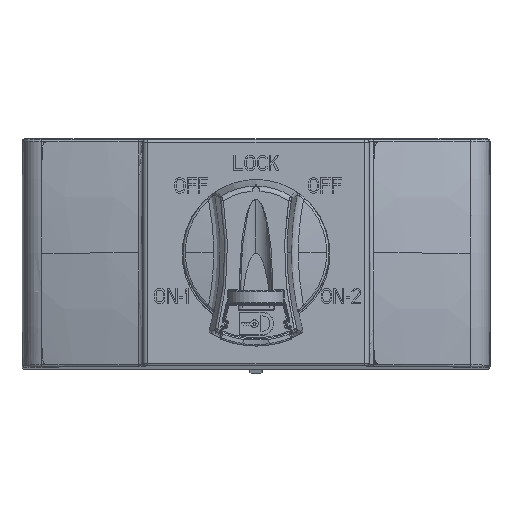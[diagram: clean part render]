
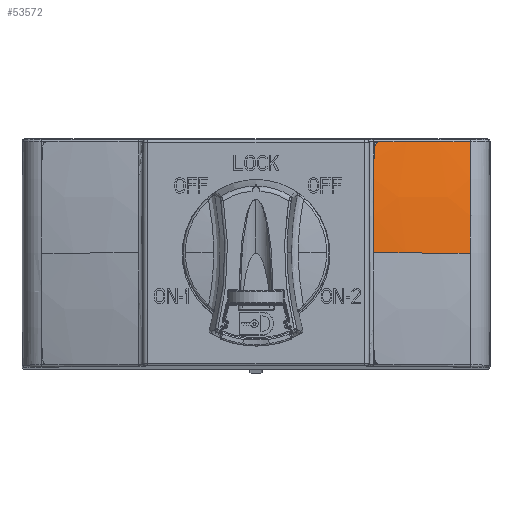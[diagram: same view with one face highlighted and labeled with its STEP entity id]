
A CAD part, top view. The second image highlights one B-rep face of the part: STEP entity #53572.
In plain terms, the highlighted spherical face has radius 149.5 mm.
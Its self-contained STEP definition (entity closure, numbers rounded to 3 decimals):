
#732 = CARTESIAN_POINT ( 'NONE',  ( 22.872, 21.698, 11.541 ) ) ;
#2885 = ORIENTED_EDGE ( 'NONE', *, *, #67625, .T. ) ;
#3209 = CARTESIAN_POINT ( 'NONE',  ( 23.462, 21.6, 11.463 ) ) ;
#4871 = VERTEX_POINT ( 'NONE', #41356 ) ;
#6346 = EDGE_CURVE ( 'NONE', #4871, #18340, #77963, .T. ) ;
#6520 = CARTESIAN_POINT ( 'NONE',  ( 23.062, 20.214, 11.731 ) ) ;
#6787 = DIRECTION ( 'NONE',  ( -0.009, -0.142, 0.99 ) ) ;
#7034 = ORIENTED_EDGE ( 'NONE', *, *, #75609, .T. ) ;
#9075 = CARTESIAN_POINT ( 'NONE',  ( 23.588, 21.546, 11.45 ) ) ;
#10042 = AXIS2_PLACEMENT_3D ( 'NONE', #62678, #25176, #6787 ) ;
#10081 = AXIS2_PLACEMENT_3D ( 'NONE', #74047, #18104, #43324 ) ;
#12072 = ORIENTED_EDGE ( 'NONE', *, *, #15370, .F. ) ;
#12307 = CARTESIAN_POINT ( 'NONE',  ( 23.054, 20.14, 11.743 ) ) ;
#12978 = DIRECTION ( 'NONE',  ( 0., -0.005, -1. ) ) ;
#15370 = EDGE_CURVE ( 'NONE', #4871, #26432, #16561, .T. ) ;
#15590 = CARTESIAN_POINT ( 'NONE',  ( 23.17, 20.864, 11.619 ) ) ;
#15860 = CARTESIAN_POINT ( 'NONE',  ( 22.971, 21.599, 11.541 ) ) ;
#15992 = CARTESIAN_POINT ( 'NONE',  ( 23.105, 20.538, 11.677 ) ) ;
#16561 = CIRCLE ( 'NONE', #10042, 147.537 ) ;
#17186 = CARTESIAN_POINT ( 'NONE',  ( 23.055, 20.149, 11.741 ) ) ;
#18104 = DIRECTION ( 'NONE',  ( -1., 0., -0.017 ) ) ;
#18340 = VERTEX_POINT ( 'NONE', #63670 ) ;
#21549 = VERTEX_POINT ( 'NONE', #27112 ) ;
#21697 = CARTESIAN_POINT ( 'NONE',  ( 23.205, 20.974, 11.598 ) ) ;
#22087 = CARTESIAN_POINT ( 'NONE',  ( 23.487, 21.465, 11.479 ) ) ;
#22986 = ORIENTED_EDGE ( 'NONE', *, *, #30085, .F. ) ;
#22990 = CARTESIAN_POINT ( 'NONE',  ( 22.971, 21.599, 11.541 ) ) ;
#23012 = CARTESIAN_POINT ( 'NONE',  ( 22.971, 21.599, 11.541 ) ) ;
#23165 = FACE_BOUND ( 'NONE', #64935, .T. ) ;
#23671 = CARTESIAN_POINT ( 'NONE',  ( 23.058, 20.176, 11.737 ) ) ;
#25176 = DIRECTION ( 'NONE',  ( -1., 0., -0.009 ) ) ;
#26432 = VERTEX_POINT ( 'NONE', #732 ) ;
#27112 = CARTESIAN_POINT ( 'NONE',  ( 41.712, 21.751, 7.306 ) ) ;
#27475 = CARTESIAN_POINT ( 'NONE',  ( 22.968, 19.505, 11.849 ) ) ;
#27795 = CARTESIAN_POINT ( 'NONE',  ( 23.213, 20.999, 11.593 ) ) ;
#27893 = CARTESIAN_POINT ( 'NONE',  ( 22.967, 18.455, 11.986 ) ) ;
#28097 = CARTESIAN_POINT ( 'NONE',  ( 23.707, 21.6, 11.423 ) ) ;
#30085 = EDGE_CURVE ( 'NONE', #60858, #32901, #55109, .T. ) ;
#30664 = CARTESIAN_POINT ( 'NONE',  ( 23.054, 20.144, 11.742 ) ) ;
#31132 = EDGE_LOOP ( 'NONE', ( #12072, #33893, #68024, #2885 ) ) ;
#32901 = VERTEX_POINT ( 'NONE', #23012 ) ;
#33893 = ORIENTED_EDGE ( 'NONE', *, *, #6346, .T. ) ;
#33967 = CARTESIAN_POINT ( 'NONE',  ( 23.36, 21.306, 11.523 ) ) ;
#34376 = CARTESIAN_POINT ( 'NONE',  ( 23.142, 20.745, 11.641 ) ) ;
#34774 = CARTESIAN_POINT ( 'NONE',  ( 23.07, 20.287, 11.719 ) ) ;
#36744 = CARTESIAN_POINT ( 'NONE',  ( 23.014, 19.743, 11.805 ) ) ;
#37031 = DIRECTION ( 'NONE',  ( 0., 1., -0.005 ) ) ;
#37593 = B_SPLINE_CURVE_WITH_KNOTS ( 'NONE', 3,
 ( #22990, #60492, #27475, #27893 ),
 .UNSPECIFIED., .F., .F.,
 ( 4, 4 ),
 ( 0., 0.073 ),
 .UNSPECIFIED. ) ;
#41356 = CARTESIAN_POINT ( 'NONE',  ( 22.858, 0.064, 13.242 ) ) ;
#43324 = DIRECTION ( 'NONE',  ( -0.017, -0.147, 0.989 ) ) ;
#46120 = CARTESIAN_POINT ( 'NONE',  ( 23.707, 21.6, 11.423 ) ) ;
#46879 = CARTESIAN_POINT ( 'NONE',  ( 23.304, 21.217, 11.546 ) ) ;
#47446 = B_SPLINE_CURVE_WITH_KNOTS ( 'NONE', 3,
 ( #46120, #9075, #22087, #33967, #46879, #58790, #52648, #27795, #71862, #21697, #71460, #15590, #34376, #15992, #65730, #34774, #6520, #23671, #61214, #17186, #30664, #12307, #36744, #62392, #80463 ),
 .UNSPECIFIED., .F., .F.,
 ( 4, 2, 1, 1, 1, 1, 2, 2, 2, 1, 1, 1, 1, 1, 2, 2, 4 ),
 ( 0., 0.125, 0.187, 0.219, 0.234, 0.242, 0.246, 0.25, 0.375, 0.437, 0.469, 0.484, 0.492, 0.496, 0.498, 0.5, 1. ),
 .UNSPECIFIED. ) ;
#50144 = CIRCLE ( 'NONE', #56638, 147.53 ) ;
#50949 = DIRECTION ( 'NONE',  ( 0., 0.005, 1. ) ) ;
#51608 = DIRECTION ( 'NONE',  ( 0., -1., -0.013 ) ) ;
#52648 = CARTESIAN_POINT ( 'NONE',  ( 23.225, 21.032, 11.586 ) ) ;
#53572 = ADVANCED_FACE ( 'NONE', ( #23165, #61085 ), #68818, .T. ) ;
#55109 = B_SPLINE_CURVE_WITH_KNOTS ( 'NONE', 3,
 ( #28097, #3209, #66007, #15860 ),
 .UNSPECIFIED., .F., .F.,
 ( 4, 4 ),
 ( 0.961, 1. ),
 .UNSPECIFIED. ) ;
#55764 = EDGE_CURVE ( 'NONE', #18340, #21549, #63415, .T. ) ;
#56146 = CARTESIAN_POINT ( 'NONE',  ( 0., -0.653, -134.498 ) ) ;
#56308 = CARTESIAN_POINT ( 'NONE',  ( 0., -0.653, -134.498 ) ) ;
#56638 = AXIS2_PLACEMENT_3D ( 'NONE', #77015, #51608, #58961 ) ;
#58544 = CARTESIAN_POINT ( 'NONE',  ( 22.967, 18.455, 11.986 ) ) ;
#58790 = CARTESIAN_POINT ( 'NONE',  ( 23.249, 21.097, 11.572 ) ) ;
#58961 = DIRECTION ( 'NONE',  ( 0.283, -0.012, 0.959 ) ) ;
#59643 = AXIS2_PLACEMENT_3D ( 'NONE', #56308, #69379, #50949 ) ;
#60303 = AXIS2_PLACEMENT_3D ( 'NONE', #56146, #37031, #12978 ) ;
#60492 = CARTESIAN_POINT ( 'NONE',  ( 22.97, 20.553, 11.701 ) ) ;
#60858 = VERTEX_POINT ( 'NONE', #73112 ) ;
#61085 = FACE_OUTER_BOUND ( 'NONE', #31132, .T. ) ;
#61214 = CARTESIAN_POINT ( 'NONE',  ( 23.056, 20.157, 11.74 ) ) ;
#62392 = CARTESIAN_POINT ( 'NONE',  ( 22.985, 19.182, 11.888 ) ) ;
#62678 = CARTESIAN_POINT ( 'NONE',  ( 24.146, -0.652, -134.288 ) ) ;
#63415 = CIRCLE ( 'NONE', #10081, 142.822 ) ;
#63670 = CARTESIAN_POINT ( 'NONE',  ( 41.683, 0.044, 9.072 ) ) ;
#64935 = EDGE_LOOP ( 'NONE', ( #22986, #7034, #72846 ) ) ;
#65730 = CARTESIAN_POINT ( 'NONE',  ( 23.088, 20.428, 11.696 ) ) ;
#66007 = CARTESIAN_POINT ( 'NONE',  ( 23.217, 21.599, 11.503 ) ) ;
#67625 = EDGE_CURVE ( 'NONE', #21549, #26432, #50144, .T. ) ;
#68024 = ORIENTED_EDGE ( 'NONE', *, *, #55764, .T. ) ;
#68818 = SPHERICAL_SURFACE ( 'NONE', #60303, 149.5 ) ;
#68970 = EDGE_CURVE ( 'NONE', #32901, #79466, #37593, .T. ) ;
#69379 = DIRECTION ( 'NONE',  ( 0., 1., -0.005 ) ) ;
#71460 = CARTESIAN_POINT ( 'NONE',  ( 23.203, 20.968, 11.599 ) ) ;
#71862 = CARTESIAN_POINT ( 'NONE',  ( 23.208, 20.984, 11.596 ) ) ;
#72846 = ORIENTED_EDGE ( 'NONE', *, *, #68970, .F. ) ;
#73112 = CARTESIAN_POINT ( 'NONE',  ( 23.707, 21.6, 11.423 ) ) ;
#74047 = CARTESIAN_POINT ( 'NONE',  ( 44.175, -0.649, -133.727 ) ) ;
#75609 = EDGE_CURVE ( 'NONE', #60858, #79466, #47446, .T. ) ;
#77015 = CARTESIAN_POINT ( 'NONE',  ( 0., 23.534, -134.194 ) ) ;
#77963 = CIRCLE ( 'NONE', #59643, 149.5 ) ;
#79466 = VERTEX_POINT ( 'NONE', #58544 ) ;
#80463 = CARTESIAN_POINT ( 'NONE',  ( 22.967, 18.455, 11.986 ) ) ;
